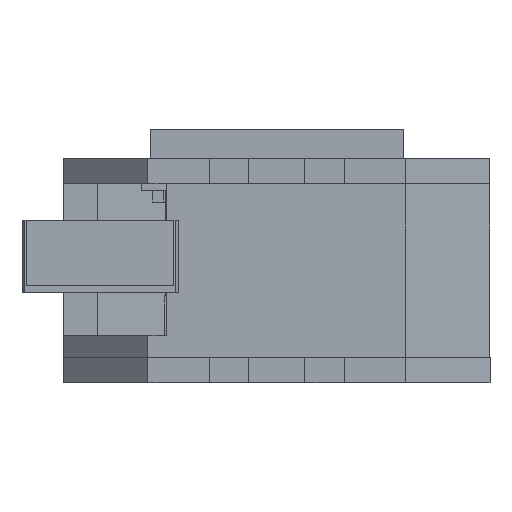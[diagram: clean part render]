
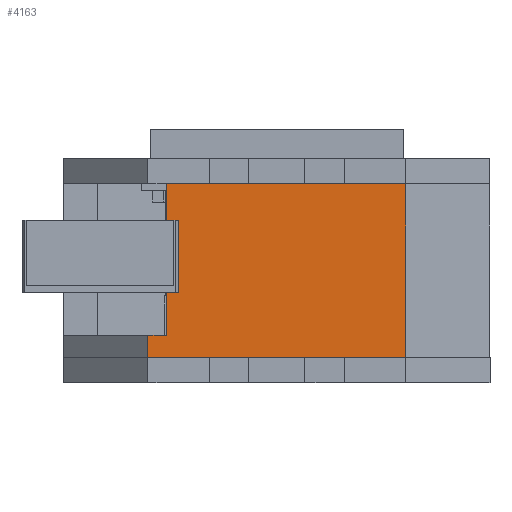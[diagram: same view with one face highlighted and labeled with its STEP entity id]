
A CAD part, left-side view. The second image highlights one B-rep face of the part: STEP entity #4163.
In plain terms, the highlighted face is planar.
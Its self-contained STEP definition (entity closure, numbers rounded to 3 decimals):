
#62 = CARTESIAN_POINT ( 'NONE',  ( 104., -19.736, 31. ) ) ;
#288 = ORIENTED_EDGE ( 'NONE', *, *, #2296, .T. ) ;
#315 = EDGE_CURVE ( 'NONE', #5415, #1758, #3544, .T. ) ;
#330 = DIRECTION ( 'NONE',  ( 0., -1., 0. ) ) ;
#365 = DIRECTION ( 'NONE',  ( 0., -1., 0. ) ) ;
#390 = FACE_OUTER_BOUND ( 'NONE', #1060, .T. ) ;
#519 = VERTEX_POINT ( 'NONE', #4624 ) ;
#692 = VECTOR ( 'NONE', #1306, 1000. ) ;
#698 = LINE ( 'NONE', #4047, #4201 ) ;
#702 = CARTESIAN_POINT ( 'NONE',  ( 104., -23., 0. ) ) ;
#784 = ORIENTED_EDGE ( 'NONE', *, *, #315, .F. ) ;
#891 = LINE ( 'NONE', #2135, #1384 ) ;
#1060 = EDGE_LOOP ( 'NONE', ( #4470, #288, #2178, #2652, #784, #4240 ) ) ;
#1306 = DIRECTION ( 'NONE',  ( 0., 0., 1. ) ) ;
#1384 = VECTOR ( 'NONE', #3401, 1000. ) ;
#1508 = CARTESIAN_POINT ( 'NONE',  ( 104., -19.736, 4. ) ) ;
#1516 = DIRECTION ( 'NONE',  ( 0., 1., 0. ) ) ;
#1666 = VECTOR ( 'NONE', #330, 1000. ) ;
#1758 = VERTEX_POINT ( 'NONE', #3452 ) ;
#1780 = EDGE_CURVE ( 'NONE', #519, #4015, #891, .T. ) ;
#2100 = DIRECTION ( 'NONE',  ( -1., 0., 0. ) ) ;
#2135 = CARTESIAN_POINT ( 'NONE',  ( 104., -23., 31. ) ) ;
#2178 = ORIENTED_EDGE ( 'NONE', *, *, #1780, .T. ) ;
#2296 = EDGE_CURVE ( 'NONE', #3089, #519, #5326, .T. ) ;
#2309 = DIRECTION ( 'NONE',  ( 0., 0., -1. ) ) ;
#2652 = ORIENTED_EDGE ( 'NONE', *, *, #2996, .T. ) ;
#2706 = EDGE_CURVE ( 'NONE', #5207, #5415, #3591, .T. ) ;
#2749 = CARTESIAN_POINT ( 'NONE',  ( 104., -19.736, 31. ) ) ;
#2996 = EDGE_CURVE ( 'NONE', #4015, #1758, #698, .T. ) ;
#3089 = VERTEX_POINT ( 'NONE', #1508 ) ;
#3299 = EDGE_CURVE ( 'NONE', #3089, #5207, #3856, .T. ) ;
#3401 = DIRECTION ( 'NONE',  ( 0., 0., -1. ) ) ;
#3452 = CARTESIAN_POINT ( 'NONE',  ( 104., 23., 0. ) ) ;
#3466 = AXIS2_PLACEMENT_3D ( 'NONE', #4136, #2100, #365 ) ;
#3544 = LINE ( 'NONE', #5245, #3988 ) ;
#3591 = LINE ( 'NONE', #5294, #4588 ) ;
#3757 = CARTESIAN_POINT ( 'NONE',  ( 104., -23., 4. ) ) ;
#3856 = LINE ( 'NONE', #62, #692 ) ;
#3988 = VECTOR ( 'NONE', #2309, 1000. ) ;
#4015 = VERTEX_POINT ( 'NONE', #702 ) ;
#4047 = CARTESIAN_POINT ( 'NONE',  ( 104., -23., 0. ) ) ;
#4136 = CARTESIAN_POINT ( 'NONE',  ( 104., -23., 31. ) ) ;
#4163 = ADVANCED_FACE ( 'NONE', ( #390 ), #4556, .F. ) ;
#4201 = VECTOR ( 'NONE', #4421, 1000. ) ;
#4240 = ORIENTED_EDGE ( 'NONE', *, *, #2706, .F. ) ;
#4421 = DIRECTION ( 'NONE',  ( 0., 1., 0. ) ) ;
#4470 = ORIENTED_EDGE ( 'NONE', *, *, #3299, .F. ) ;
#4556 = PLANE ( 'NONE',  #3466 ) ;
#4558 = CARTESIAN_POINT ( 'NONE',  ( 104., 23., 31. ) ) ;
#4588 = VECTOR ( 'NONE', #1516, 1000. ) ;
#4624 = CARTESIAN_POINT ( 'NONE',  ( 104., -23., 4. ) ) ;
#5207 = VERTEX_POINT ( 'NONE', #2749 ) ;
#5245 = CARTESIAN_POINT ( 'NONE',  ( 104., 23., 31. ) ) ;
#5294 = CARTESIAN_POINT ( 'NONE',  ( 104., -23., 31. ) ) ;
#5326 = LINE ( 'NONE', #3757, #1666 ) ;
#5415 = VERTEX_POINT ( 'NONE', #4558 ) ;
